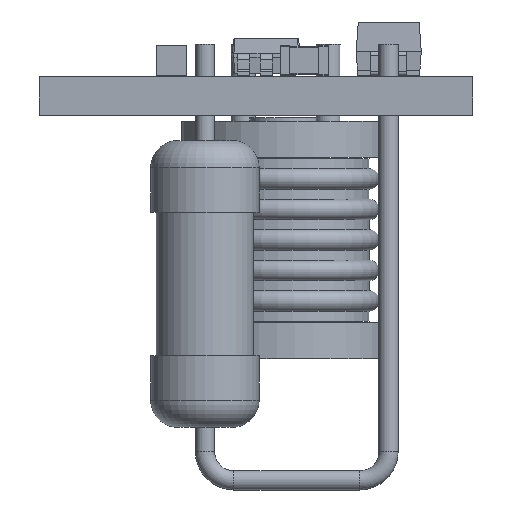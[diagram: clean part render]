
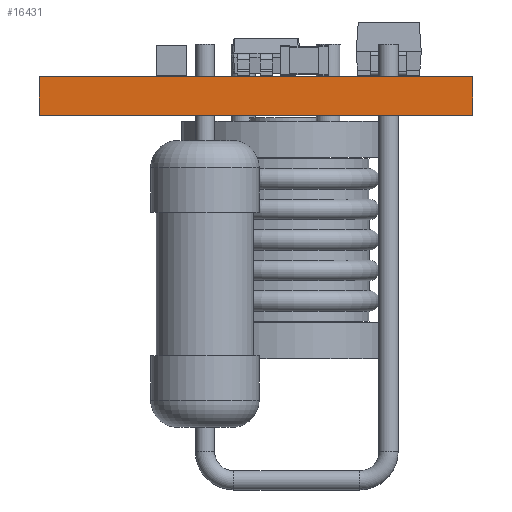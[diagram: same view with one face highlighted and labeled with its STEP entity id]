
A CAD part, front view. The second image highlights one B-rep face of the part: STEP entity #16431.
In plain terms, the highlighted planar face has unit normal (0, -1, 0).
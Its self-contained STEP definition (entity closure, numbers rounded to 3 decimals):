
#15617 = PLANE('',#15618);
#15618 = AXIS2_PLACEMENT_3D('',#15619,#15620,#15621);
#15619 = CARTESIAN_POINT('',(-9.,-13.,0.));
#15620 = DIRECTION('',(-1.,0.,0.));
#15621 = DIRECTION('',(0.,1.,0.));
#15645 = PLANE('',#15646);
#15646 = AXIS2_PLACEMENT_3D('',#15647,#15648,#15649);
#15647 = CARTESIAN_POINT('',(0.,0.,1.6));
#15648 = DIRECTION('',(-0.,-0.,-1.));
#15649 = DIRECTION('',(-1.,0.,0.));
#15673 = PLANE('',#15674);
#15674 = AXIS2_PLACEMENT_3D('',#15675,#15676,#15677);
#15675 = CARTESIAN_POINT('',(9.,13.,0.));
#15676 = DIRECTION('',(1.,0.,-0.));
#15677 = DIRECTION('',(0.,-1.,0.));
#15699 = PLANE('',#15700);
#15700 = AXIS2_PLACEMENT_3D('',#15701,#15702,#15703);
#15701 = CARTESIAN_POINT('',(0.,0.,0.));
#15702 = DIRECTION('',(-0.,-0.,-1.));
#15703 = DIRECTION('',(-1.,0.,0.));
#15714 = EDGE_CURVE('',#15715,#15717,#15719,.T.);
#15715 = VERTEX_POINT('',#15716);
#15716 = CARTESIAN_POINT('',(-9.,-13.,0.));
#15717 = VERTEX_POINT('',#15718);
#15718 = CARTESIAN_POINT('',(-9.,-13.,1.6));
#15719 = SURFACE_CURVE('',#15720,(#15724,#15731),.PCURVE_S1.);
#15720 = LINE('',#15721,#15722);
#15721 = CARTESIAN_POINT('',(-9.,-13.,0.));
#15722 = VECTOR('',#15723,1.);
#15723 = DIRECTION('',(0.,0.,1.));
#15724 = PCURVE('',#15617,#15725);
#15725 = DEFINITIONAL_REPRESENTATION('',(#15726),#15730);
#15726 = LINE('',#15727,#15728);
#15727 = CARTESIAN_POINT('',(0.,0.));
#15728 = VECTOR('',#15729,1.);
#15729 = DIRECTION('',(0.,-1.));
#15730 = ( GEOMETRIC_REPRESENTATION_CONTEXT(2) 
PARAMETRIC_REPRESENTATION_CONTEXT() REPRESENTATION_CONTEXT('2D SPACE',''
  ) );
#15731 = PCURVE('',#15732,#15737);
#15732 = PLANE('',#15733);
#15733 = AXIS2_PLACEMENT_3D('',#15734,#15735,#15736);
#15734 = CARTESIAN_POINT('',(9.,-13.,0.));
#15735 = DIRECTION('',(0.,-1.,0.));
#15736 = DIRECTION('',(-1.,0.,0.));
#15737 = DEFINITIONAL_REPRESENTATION('',(#15738),#15742);
#15738 = LINE('',#15739,#15740);
#15739 = CARTESIAN_POINT('',(18.,0.));
#15740 = VECTOR('',#15741,1.);
#15741 = DIRECTION('',(0.,-1.));
#15742 = ( GEOMETRIC_REPRESENTATION_CONTEXT(2) 
PARAMETRIC_REPRESENTATION_CONTEXT() REPRESENTATION_CONTEXT('2D SPACE',''
  ) );
#15792 = VERTEX_POINT('',#15793);
#15793 = CARTESIAN_POINT('',(9.,-13.,1.6));
#15814 = EDGE_CURVE('',#15815,#15792,#15817,.T.);
#15815 = VERTEX_POINT('',#15816);
#15816 = CARTESIAN_POINT('',(9.,-13.,0.));
#15817 = SURFACE_CURVE('',#15818,(#15822,#15829),.PCURVE_S1.);
#15818 = LINE('',#15819,#15820);
#15819 = CARTESIAN_POINT('',(9.,-13.,0.));
#15820 = VECTOR('',#15821,1.);
#15821 = DIRECTION('',(0.,0.,1.));
#15822 = PCURVE('',#15673,#15823);
#15823 = DEFINITIONAL_REPRESENTATION('',(#15824),#15828);
#15824 = LINE('',#15825,#15826);
#15825 = CARTESIAN_POINT('',(26.,0.));
#15826 = VECTOR('',#15827,1.);
#15827 = DIRECTION('',(0.,-1.));
#15828 = ( GEOMETRIC_REPRESENTATION_CONTEXT(2) 
PARAMETRIC_REPRESENTATION_CONTEXT() REPRESENTATION_CONTEXT('2D SPACE',''
  ) );
#15829 = PCURVE('',#15732,#15830);
#15830 = DEFINITIONAL_REPRESENTATION('',(#15831),#15835);
#15831 = LINE('',#15832,#15833);
#15832 = CARTESIAN_POINT('',(0.,-0.));
#15833 = VECTOR('',#15834,1.);
#15834 = DIRECTION('',(0.,-1.));
#15835 = ( GEOMETRIC_REPRESENTATION_CONTEXT(2) 
PARAMETRIC_REPRESENTATION_CONTEXT() REPRESENTATION_CONTEXT('2D SPACE',''
  ) );
#15863 = EDGE_CURVE('',#15815,#15715,#15864,.T.);
#15864 = SURFACE_CURVE('',#15865,(#15869,#15876),.PCURVE_S1.);
#15865 = LINE('',#15866,#15867);
#15866 = CARTESIAN_POINT('',(9.,-13.,0.));
#15867 = VECTOR('',#15868,1.);
#15868 = DIRECTION('',(-1.,0.,0.));
#15869 = PCURVE('',#15699,#15870);
#15870 = DEFINITIONAL_REPRESENTATION('',(#15871),#15875);
#15871 = LINE('',#15872,#15873);
#15872 = CARTESIAN_POINT('',(-9.,-13.));
#15873 = VECTOR('',#15874,1.);
#15874 = DIRECTION('',(1.,0.));
#15875 = ( GEOMETRIC_REPRESENTATION_CONTEXT(2) 
PARAMETRIC_REPRESENTATION_CONTEXT() REPRESENTATION_CONTEXT('2D SPACE',''
  ) );
#15876 = PCURVE('',#15732,#15877);
#15877 = DEFINITIONAL_REPRESENTATION('',(#15878),#15882);
#15878 = LINE('',#15879,#15880);
#15879 = CARTESIAN_POINT('',(0.,-0.));
#15880 = VECTOR('',#15881,1.);
#15881 = DIRECTION('',(1.,0.));
#15882 = ( GEOMETRIC_REPRESENTATION_CONTEXT(2) 
PARAMETRIC_REPRESENTATION_CONTEXT() REPRESENTATION_CONTEXT('2D SPACE',''
  ) );
#16170 = EDGE_CURVE('',#15792,#15717,#16171,.T.);
#16171 = SURFACE_CURVE('',#16172,(#16176,#16183),.PCURVE_S1.);
#16172 = LINE('',#16173,#16174);
#16173 = CARTESIAN_POINT('',(9.,-13.,1.6));
#16174 = VECTOR('',#16175,1.);
#16175 = DIRECTION('',(-1.,0.,0.));
#16176 = PCURVE('',#15645,#16177);
#16177 = DEFINITIONAL_REPRESENTATION('',(#16178),#16182);
#16178 = LINE('',#16179,#16180);
#16179 = CARTESIAN_POINT('',(-9.,-13.));
#16180 = VECTOR('',#16181,1.);
#16181 = DIRECTION('',(1.,0.));
#16182 = ( GEOMETRIC_REPRESENTATION_CONTEXT(2) 
PARAMETRIC_REPRESENTATION_CONTEXT() REPRESENTATION_CONTEXT('2D SPACE',''
  ) );
#16183 = PCURVE('',#15732,#16184);
#16184 = DEFINITIONAL_REPRESENTATION('',(#16185),#16189);
#16185 = LINE('',#16186,#16187);
#16186 = CARTESIAN_POINT('',(0.,-1.6));
#16187 = VECTOR('',#16188,1.);
#16188 = DIRECTION('',(1.,0.));
#16189 = ( GEOMETRIC_REPRESENTATION_CONTEXT(2) 
PARAMETRIC_REPRESENTATION_CONTEXT() REPRESENTATION_CONTEXT('2D SPACE',''
  ) );
#16431 = ADVANCED_FACE('',(#16432),#15732,.T.);
#16432 = FACE_BOUND('',#16433,.T.);
#16433 = EDGE_LOOP('',(#16434,#16435,#16436,#16437));
#16434 = ORIENTED_EDGE('',*,*,#15814,.T.);
#16435 = ORIENTED_EDGE('',*,*,#16170,.T.);
#16436 = ORIENTED_EDGE('',*,*,#15714,.F.);
#16437 = ORIENTED_EDGE('',*,*,#15863,.F.);
